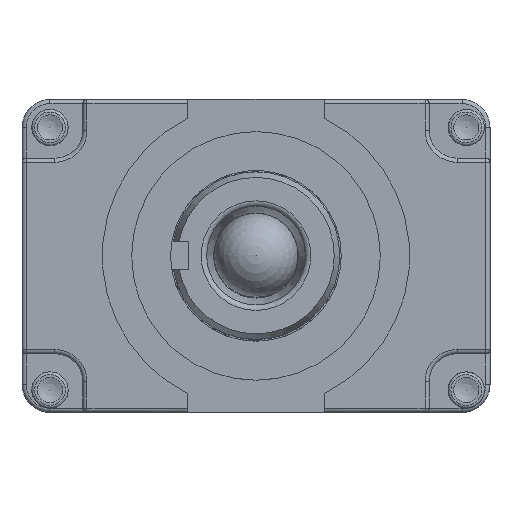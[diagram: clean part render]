
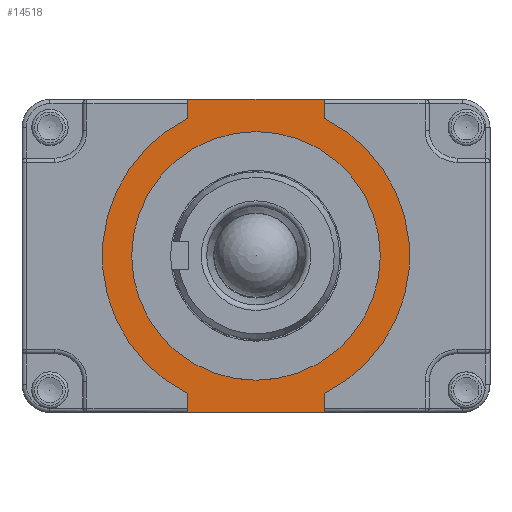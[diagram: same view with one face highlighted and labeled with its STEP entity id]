
A CAD part, top view. The second image highlights one B-rep face of the part: STEP entity #14518.
In plain terms, the highlighted planar face has unit normal (0, 0, 1).
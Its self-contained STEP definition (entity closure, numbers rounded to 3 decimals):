
#495=FACE_BOUND('',#4470,.T.);
#891=LINE('',#21952,#2106);
#911=LINE('',#22038,#2126);
#950=LINE('',#22278,#2165);
#952=LINE('',#22286,#2167);
#955=LINE('',#22291,#2170);
#957=LINE('',#22297,#2172);
#2106=VECTOR('',#17588,10.);
#2126=VECTOR('',#17680,10.);
#2165=VECTOR('',#17959,10.);
#2167=VECTOR('',#17969,10.);
#2170=VECTOR('',#17974,10.);
#2172=VECTOR('',#17982,10.);
#3533=FACE_OUTER_BOUND('',#4469,.T.);
#4469=EDGE_LOOP('',(#10406,#10407,#10408,#10409,#10410,#10411,#10412,#10413));
#4470=EDGE_LOOP('',(#10414));
#5383=CIRCLE('',#15672,8.9);
#5384=CIRCLE('',#15676,11.);
#5386=CIRCLE('',#15681,11.);
#6081=VERTEX_POINT('',#21949);
#6082=VERTEX_POINT('',#21951);
#6111=VERTEX_POINT('',#22035);
#6112=VERTEX_POINT('',#22037);
#6177=VERTEX_POINT('',#22269);
#6179=VERTEX_POINT('',#22276);
#6180=VERTEX_POINT('',#22280);
#6182=VERTEX_POINT('',#22289);
#6183=VERTEX_POINT('',#22293);
#7567=EDGE_CURVE('',#6081,#6082,#891,.T.);
#7609=EDGE_CURVE('',#6111,#6112,#911,.T.);
#7717=EDGE_CURVE('',#6177,#6177,#5383,.T.);
#7720=EDGE_CURVE('',#6081,#6179,#950,.T.);
#7721=EDGE_CURVE('',#6179,#6180,#5384,.T.);
#7724=EDGE_CURVE('',#6180,#6112,#952,.T.);
#7727=EDGE_CURVE('',#6111,#6182,#955,.T.);
#7728=EDGE_CURVE('',#6182,#6183,#5386,.T.);
#7730=EDGE_CURVE('',#6183,#6082,#957,.T.);
#10406=ORIENTED_EDGE('',*,*,#7609,.F.);
#10407=ORIENTED_EDGE('',*,*,#7727,.T.);
#10408=ORIENTED_EDGE('',*,*,#7728,.T.);
#10409=ORIENTED_EDGE('',*,*,#7730,.T.);
#10410=ORIENTED_EDGE('',*,*,#7567,.F.);
#10411=ORIENTED_EDGE('',*,*,#7720,.T.);
#10412=ORIENTED_EDGE('',*,*,#7721,.T.);
#10413=ORIENTED_EDGE('',*,*,#7724,.T.);
#10414=ORIENTED_EDGE('',*,*,#7717,.T.);
#13973=PLANE('',#15683);
#14518=ADVANCED_FACE('',(#3533,#495),#13973,.T.);
#15672=AXIS2_PLACEMENT_3D('',#22271,#17951,#17952);
#15676=AXIS2_PLACEMENT_3D('',#22281,#17962,#17963);
#15681=AXIS2_PLACEMENT_3D('',#22294,#17977,#17978);
#15683=AXIS2_PLACEMENT_3D('',#22298,#17983,#17984);
#17588=DIRECTION('',(-1.,0.,0.));
#17680=DIRECTION('',(1.,0.,0.));
#17951=DIRECTION('center_axis',(0.,0.,
-1.));
#17952=DIRECTION('ref_axis',(1.,0.,0.));
#17959=DIRECTION('',(0.,1.,0.));
#17962=DIRECTION('center_axis',(0.,0.,
1.));
#17963=DIRECTION('ref_axis',(-0.445,0.895,0.));
#17969=DIRECTION('',(0.,1.,0.));
#17974=DIRECTION('',(0.,-1.,0.));
#17977=DIRECTION('center_axis',(0.,0.,
1.));
#17978=DIRECTION('ref_axis',(0.445,-0.895,0.));
#17982=DIRECTION('',(0.,-1.,0.));
#17983=DIRECTION('center_axis',(0.,0.,
1.));
#17984=DIRECTION('ref_axis',(-1.,0.,0.));
#21949=CARTESIAN_POINT('',(4.9,-11.183,1.8));
#21951=CARTESIAN_POINT('',(-4.9,-11.183,1.8));
#21952=CARTESIAN_POINT('',(7.375,-11.183,1.8));
#22035=CARTESIAN_POINT('',(-4.9,11.183,1.8));
#22037=CARTESIAN_POINT('',(4.9,11.183,1.8));
#22038=CARTESIAN_POINT('',(-7.375,11.183,1.8));
#22269=CARTESIAN_POINT('',(-8.9,0.,1.8));
#22271=CARTESIAN_POINT('Origin',(0.,0.,
1.8));
#22276=CARTESIAN_POINT('',(4.9,-9.848,1.8));
#22278=CARTESIAN_POINT('',(4.9,-9.848,1.8));
#22280=CARTESIAN_POINT('',(4.9,9.848,1.8));
#22281=CARTESIAN_POINT('Origin',(0.,0.,
1.8));
#22286=CARTESIAN_POINT('',(4.9,11.2,1.8));
#22289=CARTESIAN_POINT('',(-4.9,9.848,1.8));
#22291=CARTESIAN_POINT('',(-4.9,9.848,1.8));
#22293=CARTESIAN_POINT('',(-4.9,-9.848,1.8));
#22294=CARTESIAN_POINT('Origin',(0.,0.,
1.8));
#22297=CARTESIAN_POINT('',(-4.9,-11.2,1.8));
#22298=CARTESIAN_POINT('Origin',(0.,0.,
1.8));
